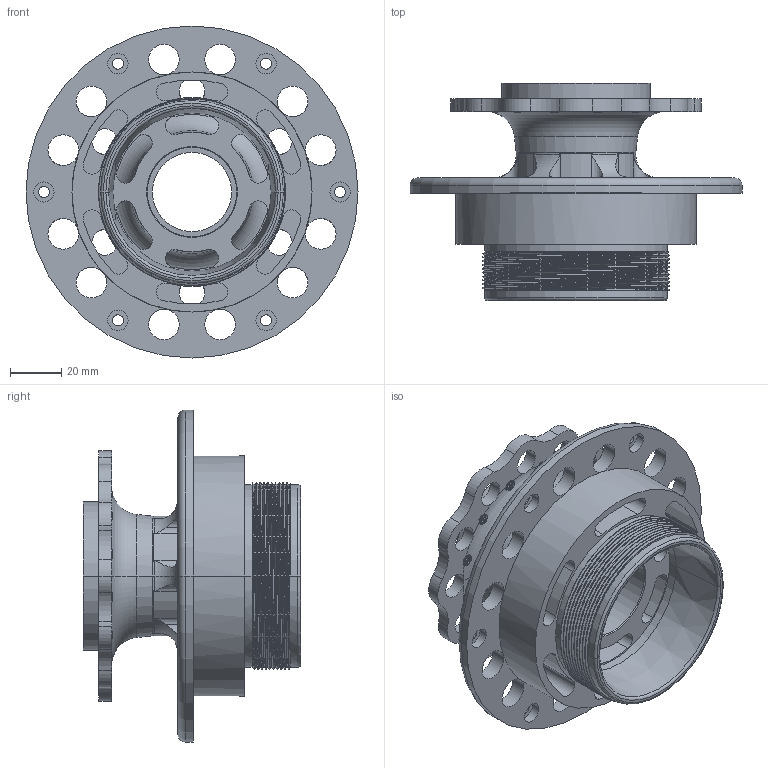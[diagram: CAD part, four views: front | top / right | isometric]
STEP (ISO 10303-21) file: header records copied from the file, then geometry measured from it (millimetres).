
FILE_DESCRIPTION (( 'STEP AP203' ), '1' );
FILE_NAME ('Hub5-16.STEP', '2023-02-03T04:54:10', ( '' ), ( '' ), 'SwSTEP 2.0', 'SolidWorks 2021', '' );
FILE_SCHEMA (( 'CONFIG_CONTROL_DESIGN' ));
Length unit declared in the file: millimetre
Products named in the file (1): Hub5-16
Bounding box: 130 x 85 x 130 mm (x, y, z)
Volume: 203299.6 mm3; surface area: 81908.8 mm2
Topology: 1 solids, 1 shells, 481 faces, 1434 edges, 927 vertices
Faces by surface type: cylinder 384, bspline 39, plane 36, torus 12, cone 10
Entity records: 30613 total; most frequent: CARTESIAN_POINT 18496, ORIENTED_EDGE 2868, DIRECTION 2325, EDGE_CURVE 1434, AXIS2_PLACEMENT_3D 947, VERTEX_POINT 927, EDGE_LOOP 563, CIRCLE 504
